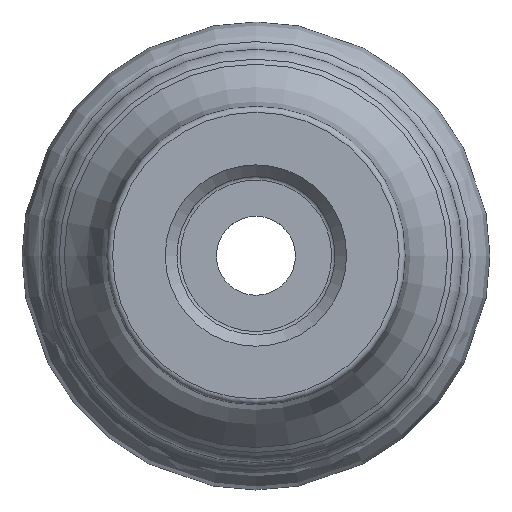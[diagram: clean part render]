
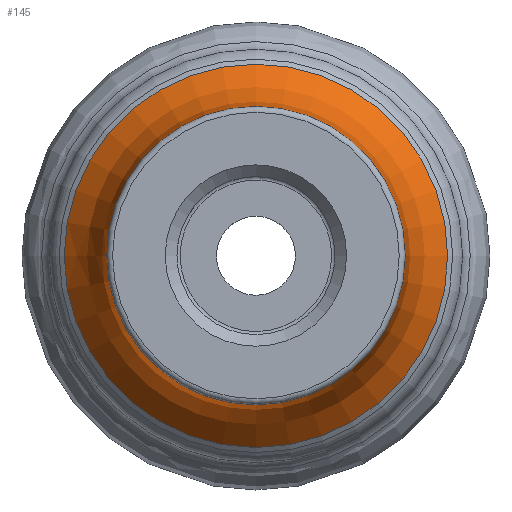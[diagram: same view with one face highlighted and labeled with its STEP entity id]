
A CAD part, top view. The second image highlights one B-rep face of the part: STEP entity #145.
In plain terms, the highlighted toroidal (fillet/blend) face has major radius 45.848 mm and minor radius 20.348 mm.
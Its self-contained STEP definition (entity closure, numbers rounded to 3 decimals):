
#125=TOROIDAL_SURFACE('',#570,45.848,20.348);
#145=ADVANCED_FACE('',(#193,#194),#125,.F.);
#193=FACE_BOUND('',#252,.T.);
#194=FACE_BOUND('',#253,.T.);
#252=EDGE_LOOP('',(#310));
#253=EDGE_LOOP('',(#311));
#310=ORIENTED_EDGE('',*,*,#385,.T.);
#311=ORIENTED_EDGE('',*,*,#384,.F.);
#354=VERTEX_POINT('',#808);
#355=VERTEX_POINT('',#811);
#384=EDGE_CURVE('',#354,#354,#413,.T.);
#385=EDGE_CURVE('',#355,#355,#414,.T.);
#413=CIRCLE('',#567,32.763);
#414=CIRCLE('',#569,25.5);
#567=AXIS2_PLACEMENT_3D('',#807,#675,#676);
#569=AXIS2_PLACEMENT_3D('',#810,#679,#680);
#570=AXIS2_PLACEMENT_3D('',#812,#681,#682);
#675=DIRECTION('',(0.,0.,-1.));
#676=DIRECTION('',(-1.,0.,0.));
#679=DIRECTION('',(0.,0.,-1.));
#680=DIRECTION('',(-1.,0.,0.));
#681=DIRECTION('',(0.,0.,-1.));
#682=DIRECTION('',(-1.,0.,0.));
#807=CARTESIAN_POINT('',(0.,0.,-29.543));
#808=CARTESIAN_POINT('',(-32.763,0.,-29.543));
#810=CARTESIAN_POINT('',(0.,0.,-13.961));
#811=CARTESIAN_POINT('',(-25.5,0.,-13.961));
#812=CARTESIAN_POINT('',(0.,0.,-13.961));
